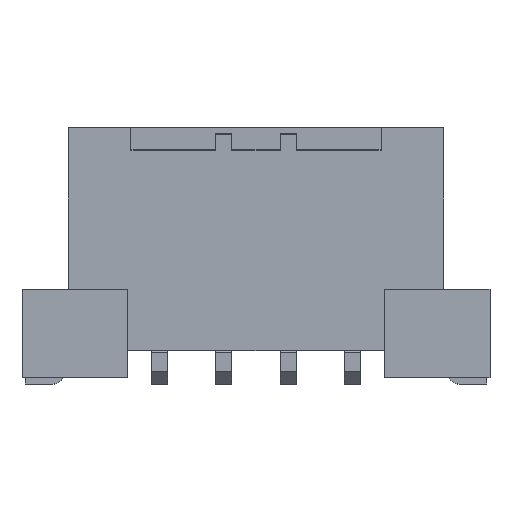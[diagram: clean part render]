
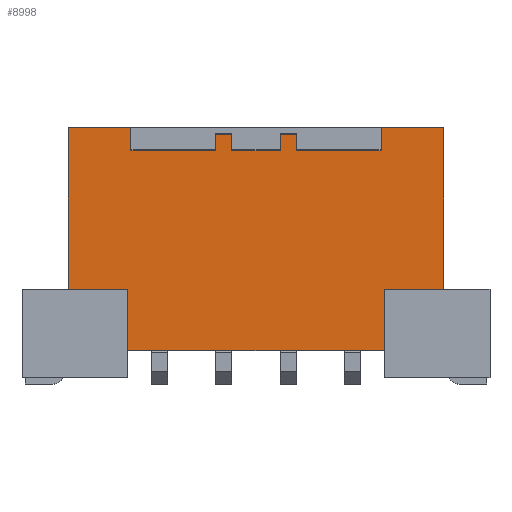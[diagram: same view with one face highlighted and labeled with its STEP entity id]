
A CAD part, top view. The second image highlights one B-rep face of the part: STEP entity #8998.
In plain terms, the highlighted planar face has unit normal (0, 0, 1).
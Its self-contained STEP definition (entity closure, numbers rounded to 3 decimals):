
#2438=DIRECTION('',(0.,-1.,0.));
#2439=VECTOR('',#2438,0.5);
#2440=CARTESIAN_POINT('',(-1.25,5.,3.26));
#2441=LINE('',#2440,#2439);
#2442=DIRECTION('',(-1.,0.,0.));
#2443=VECTOR('',#2442,0.5);
#2444=CARTESIAN_POINT('',(-0.75,5.,3.26));
#2445=LINE('',#2444,#2443);
#2446=DIRECTION('',(0.,1.,0.));
#2447=VECTOR('',#2446,0.5);
#2448=CARTESIAN_POINT('',(-0.75,4.5,3.26));
#2449=LINE('',#2448,#2447);
#2450=DIRECTION('',(-1.,0.,0.));
#2451=VECTOR('',#2450,2.65);
#2452=CARTESIAN_POINT('',(3.9,4.5,3.26));
#2453=LINE('',#2452,#2451);
#2454=DIRECTION('',(0.,-1.,0.));
#2455=VECTOR('',#2454,0.7);
#2456=CARTESIAN_POINT('',(3.9,5.2,3.26));
#2457=LINE('',#2456,#2455);
#2458=DIRECTION('',(-1.,0.,0.));
#2459=VECTOR('',#2458,1.95);
#2460=CARTESIAN_POINT('',(5.85,5.2,3.26));
#2461=LINE('',#2460,#2459);
#2462=DIRECTION('',(1.,0.,0.));
#2463=VECTOR('',#2462,1.85);
#2464=CARTESIAN_POINT('',(4.,0.15,3.26));
#2465=LINE('',#2464,#2463);
#2466=DIRECTION('',(0.,1.,0.));
#2467=VECTOR('',#2466,1.9);
#2468=CARTESIAN_POINT('',(4.,-1.75,3.26));
#2469=LINE('',#2468,#2467);
#2470=DIRECTION('',(1.,0.,0.));
#2471=VECTOR('',#2470,8.);
#2472=CARTESIAN_POINT('',(-4.,-1.75,3.26));
#2473=LINE('',#2472,#2471);
#2474=DIRECTION('',(0.,-1.,0.));
#2475=VECTOR('',#2474,5.05);
#2476=CARTESIAN_POINT('',(-5.85,5.2,3.26));
#2477=LINE('',#2476,#2475);
#2478=DIRECTION('',(-1.,0.,0.));
#2479=VECTOR('',#2478,1.95);
#2480=CARTESIAN_POINT('',(-3.9,5.2,3.26));
#2481=LINE('',#2480,#2479);
#2482=DIRECTION('',(0.,-1.,0.));
#2483=VECTOR('',#2482,0.7);
#2484=CARTESIAN_POINT('',(-3.9,5.2,3.26));
#2485=LINE('',#2484,#2483);
#2530=DIRECTION('',(0.,-1.,0.));
#2531=VECTOR('',#2530,0.5);
#2532=CARTESIAN_POINT('',(1.25,5.,3.26));
#2533=LINE('',#2532,#2531);
#2542=DIRECTION('',(1.,0.,0.));
#2543=VECTOR('',#2542,0.5);
#2544=CARTESIAN_POINT('',(0.75,5.,3.26));
#2545=LINE('',#2544,#2543);
#2554=DIRECTION('',(0.,1.,0.));
#2555=VECTOR('',#2554,0.5);
#2556=CARTESIAN_POINT('',(0.75,4.5,3.26));
#2557=LINE('',#2556,#2555);
#2562=DIRECTION('',(1.,0.,0.));
#2563=VECTOR('',#2562,1.5);
#2564=CARTESIAN_POINT('',(-0.75,4.5,3.26));
#2565=LINE('',#2564,#2563);
#2590=DIRECTION('',(1.,0.,0.));
#2591=VECTOR('',#2590,2.65);
#2592=CARTESIAN_POINT('',(-3.9,4.5,3.26));
#2593=LINE('',#2592,#2591);
#2602=DIRECTION('',(0.,-1.,0.));
#2603=VECTOR('',#2602,5.05);
#2604=CARTESIAN_POINT('',(5.85,5.2,3.26));
#2605=LINE('',#2604,#2603);
#3454=DIRECTION('',(-1.,0.,0.));
#3455=VECTOR('',#3454,1.85);
#3456=CARTESIAN_POINT('',(-4.,0.15,
3.26));
#3457=LINE('',#3456,#3455);
#3482=DIRECTION('',(0.,1.,0.));
#3483=VECTOR('',#3482,1.9);
#3484=CARTESIAN_POINT('',(-4.,-1.75,3.26));
#3485=LINE('',#3484,#3483);
#4496=CARTESIAN_POINT('',(-4.,-1.75,3.26));
#4497=VERTEX_POINT('',#4496);
#4498=CARTESIAN_POINT('',(-4.,0.15,
3.26));
#4499=VERTEX_POINT('',#4498);
#4938=CARTESIAN_POINT('',(4.,0.15,3.26));
#4939=VERTEX_POINT('',#4938);
#4940=CARTESIAN_POINT('',(4.,-1.75,3.26));
#4941=VERTEX_POINT('',#4940);
#5070=CARTESIAN_POINT('',(-0.75,5.,3.26));
#5072=VERTEX_POINT('',#5070);
#5074=CARTESIAN_POINT('',(-0.75,4.5,3.26));
#5075=VERTEX_POINT('',#5074);
#5098=CARTESIAN_POINT('',(-5.85,0.15,
3.26));
#5100=VERTEX_POINT('',#5098);
#5108=CARTESIAN_POINT('',(-3.9,5.2,3.26));
#5109=CARTESIAN_POINT('',(-3.9,4.5,3.26));
#5110=VERTEX_POINT('',#5108);
#5111=VERTEX_POINT('',#5109);
#5112=CARTESIAN_POINT('',(-5.85,5.2,3.26));
#5113=VERTEX_POINT('',#5112);
#5114=CARTESIAN_POINT('',(5.85,0.15,3.26));
#5115=VERTEX_POINT('',#5114);
#5116=CARTESIAN_POINT('',(5.85,5.2,3.26));
#5117=VERTEX_POINT('',#5116);
#5118=CARTESIAN_POINT('',(3.9,5.2,3.26));
#5119=VERTEX_POINT('',#5118);
#5120=CARTESIAN_POINT('',(3.9,4.5,3.26));
#5121=VERTEX_POINT('',#5120);
#5122=CARTESIAN_POINT('',(1.25,4.5,3.26));
#5123=VERTEX_POINT('',#5122);
#5124=CARTESIAN_POINT('',(1.25,5.,3.26));
#5125=VERTEX_POINT('',#5124);
#5126=CARTESIAN_POINT('',(0.75,5.,3.26));
#5127=VERTEX_POINT('',#5126);
#5128=CARTESIAN_POINT('',(0.75,4.5,3.26));
#5129=VERTEX_POINT('',#5128);
#5130=CARTESIAN_POINT('',(-1.25,5.,3.26));
#5131=VERTEX_POINT('',#5130);
#5132=CARTESIAN_POINT('',(-1.25,4.5,3.26));
#5133=VERTEX_POINT('',#5132);
#8954=CARTESIAN_POINT('',(-4.,5.2,3.26));
#8955=DIRECTION('',(0.,0.,-1.));
#8956=DIRECTION('',(0.,-1.,0.));
#8957=AXIS2_PLACEMENT_3D('',#8954,#8955,#8956);
#8958=PLANE('',#8957);
#8960=ORIENTED_EDGE('',*,*,#8959,.T.);
#8962=ORIENTED_EDGE('',*,*,#8961,.T.);
#8964=ORIENTED_EDGE('',*,*,#8963,.F.);
#8966=ORIENTED_EDGE('',*,*,#8965,.F.);
#8968=ORIENTED_EDGE('',*,*,#8967,.F.);
#8970=ORIENTED_EDGE('',*,*,#8969,.T.);
#8972=ORIENTED_EDGE('',*,*,#8971,.T.);
#8974=ORIENTED_EDGE('',*,*,#8973,.T.);
#8976=ORIENTED_EDGE('',*,*,#8975,.T.);
#8978=ORIENTED_EDGE('',*,*,#8977,.F.);
#8980=ORIENTED_EDGE('',*,*,#8979,.F.);
#8981=ORIENTED_EDGE('',*,*,#5498,.F.);
#8983=ORIENTED_EDGE('',*,*,#8982,.T.);
#8985=ORIENTED_EDGE('',*,*,#8984,.F.);
#8987=ORIENTED_EDGE('',*,*,#8986,.F.);
#8988=ORIENTED_EDGE('',*,*,#6136,.F.);
#8990=ORIENTED_EDGE('',*,*,#8989,.T.);
#8992=ORIENTED_EDGE('',*,*,#8991,.T.);
#8994=ORIENTED_EDGE('',*,*,#8993,.F.);
#8995=ORIENTED_EDGE('',*,*,#5506,.F.);
#8996=EDGE_LOOP('',(#8960,#8962,#8964,#8966,#8968,#8970,#8972,#8974,#8976,#8978,
#8980,#8981,#8983,#8985,#8987,#8988,#8990,#8992,#8994,#8995));
#8997=FACE_OUTER_BOUND('',#8996,.F.);
#8998=ADVANCED_FACE('',(#8997),#8958,.F.);
#5498=EDGE_CURVE('',#5117,#5119,#2461,.T.);
#5506=EDGE_CURVE('',#5110,#5113,#2481,.T.);
#6136=EDGE_CURVE('',#4497,#4941,#2473,.T.);
#8959=EDGE_CURVE('',#5110,#5111,#2485,.T.);
#8961=EDGE_CURVE('',#5111,#5133,#2593,.T.);
#8963=EDGE_CURVE('',#5131,#5133,#2441,.T.);
#8965=EDGE_CURVE('',#5072,#5131,#2445,.T.);
#8967=EDGE_CURVE('',#5075,#5072,#2449,.T.);
#8969=EDGE_CURVE('',#5075,#5129,#2565,.T.);
#8971=EDGE_CURVE('',#5129,#5127,#2557,.T.);
#8973=EDGE_CURVE('',#5127,#5125,#2545,.T.);
#8975=EDGE_CURVE('',#5125,#5123,#2533,.T.);
#8977=EDGE_CURVE('',#5121,#5123,#2453,.T.);
#8979=EDGE_CURVE('',#5119,#5121,#2457,.T.);
#8982=EDGE_CURVE('',#5117,#5115,#2605,.T.);
#8984=EDGE_CURVE('',#4939,#5115,#2465,.T.);
#8986=EDGE_CURVE('',#4941,#4939,#2469,.T.);
#8989=EDGE_CURVE('',#4497,#4499,#3485,.T.);
#8991=EDGE_CURVE('',#4499,#5100,#3457,.T.);
#8993=EDGE_CURVE('',#5113,#5100,#2477,.T.);
